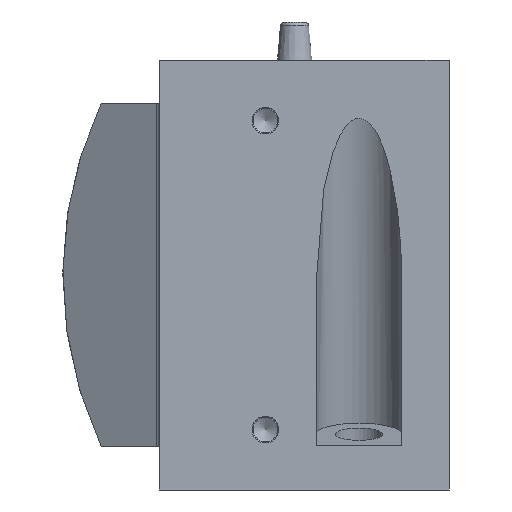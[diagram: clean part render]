
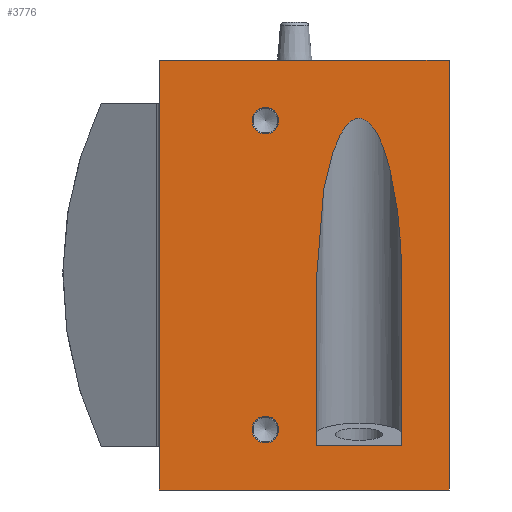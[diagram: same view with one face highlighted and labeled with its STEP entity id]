
A CAD part, left-side view. The second image highlights one B-rep face of the part: STEP entity #3776.
In plain terms, the highlighted planar face has unit normal (-1, 0, 0).
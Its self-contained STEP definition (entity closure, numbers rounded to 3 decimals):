
#172=ELLIPSE('',#4036,19.319,5.);
#183=LINE('',#5700,#483);
#184=LINE('',#5703,#484);
#185=LINE('',#5705,#485);
#186=LINE('',#5707,#486);
#187=LINE('',#5708,#487);
#188=LINE('',#5711,#488);
#189=LINE('',#5715,#489);
#483=VECTOR('',#4494,1000.);
#484=VECTOR('',#4495,1000.);
#485=VECTOR('',#4496,1000.);
#486=VECTOR('',#4497,1000.);
#487=VECTOR('',#4498,1000.);
#488=VECTOR('',#4499,1000.);
#489=VECTOR('',#4502,1000.);
#783=ORIENTED_EDGE('',*,*,#1851,.F.);
#784=ORIENTED_EDGE('',*,*,#1852,.F.);
#785=ORIENTED_EDGE('',*,*,#1853,.T.);
#786=ORIENTED_EDGE('',*,*,#1854,.F.);
#787=ORIENTED_EDGE('',*,*,#1855,.F.);
#788=ORIENTED_EDGE('',*,*,#1856,.T.);
#789=ORIENTED_EDGE('',*,*,#1857,.F.);
#790=ORIENTED_EDGE('',*,*,#1858,.T.);
#791=ORIENTED_EDGE('',*,*,#1859,.F.);
#792=ORIENTED_EDGE('',*,*,#1860,.F.);
#1851=EDGE_CURVE('',#2385,#2385,#2773,.F.);
#1852=EDGE_CURVE('',#2386,#2386,#2774,.F.);
#1853=EDGE_CURVE('',#2387,#2388,#183,.T.);
#1854=EDGE_CURVE('',#2389,#2388,#184,.T.);
#1855=EDGE_CURVE('',#2390,#2389,#185,.T.);
#1856=EDGE_CURVE('',#2390,#2387,#186,.T.);
#1857=EDGE_CURVE('',#2391,#2392,#187,.T.);
#1858=EDGE_CURVE('',#2391,#2393,#188,.T.);
#1859=EDGE_CURVE('',#2394,#2393,#172,.F.);
#1860=EDGE_CURVE('',#2392,#2394,#189,.T.);
#2385=VERTEX_POINT('',#5697);
#2386=VERTEX_POINT('',#5699);
#2387=VERTEX_POINT('',#5701);
#2388=VERTEX_POINT('',#5702);
#2389=VERTEX_POINT('',#5704);
#2390=VERTEX_POINT('',#5706);
#2391=VERTEX_POINT('',#5709);
#2392=VERTEX_POINT('',#5710);
#2393=VERTEX_POINT('',#5712);
#2394=VERTEX_POINT('',#5714);
#2773=CIRCLE('',#4034,1.55);
#2774=CIRCLE('',#4035,1.55);
#2971=EDGE_LOOP('',(#783));
#2972=EDGE_LOOP('',(#784));
#2973=EDGE_LOOP('',(#785,#786,#787,#788));
#2974=EDGE_LOOP('',(#789,#790,#791,#792));
#3311=FACE_BOUND('',#2971,.T.);
#3312=FACE_BOUND('',#2972,.T.);
#3313=FACE_BOUND('',#2973,.T.);
#3314=FACE_BOUND('',#2974,.T.);
#3655=PLANE('',#4033);
#3776=ADVANCED_FACE('',(#3311,#3312,#3313,#3314),#3655,.F.);
#4033=AXIS2_PLACEMENT_3D('',#5695,#4488,#4489);
#4034=AXIS2_PLACEMENT_3D('',#5696,#4490,#4491);
#4035=AXIS2_PLACEMENT_3D('',#5698,#4492,#4493);
#4036=AXIS2_PLACEMENT_3D('',#5713,#4500,#4501);
#4488=DIRECTION('',(1.,0.,0.));
#4489=DIRECTION('',(0.,0.,-1.));
#4490=DIRECTION('',(1.,0.,0.));
#4491=DIRECTION('',(0.,0.,-1.));
#4492=DIRECTION('',(1.,0.,0.));
#4493=DIRECTION('',(0.,0.,-1.));
#4494=DIRECTION('',(0.,-1.,0.));
#4495=DIRECTION('',(0.,0.,-1.));
#4496=DIRECTION('',(0.,-1.,0.));
#4497=DIRECTION('',(0.,0.,-1.));
#4498=DIRECTION('',(0.,-1.,0.));
#4499=DIRECTION('',(0.,0.,1.));
#4500=DIRECTION('',(1.,0.,0.));
#4501=DIRECTION('',(0.,0.,-1.));
#4502=DIRECTION('',(0.,0.,1.));
#5695=CARTESIAN_POINT('',(-53.8,33.8,25.05));
#5696=CARTESIAN_POINT('',(-53.8,21.4,18.));
#5697=CARTESIAN_POINT('',(-53.8,21.4,16.45));
#5698=CARTESIAN_POINT('',(-53.8,21.4,-18.));
#5699=CARTESIAN_POINT('',(-53.8,21.4,-19.55));
#5700=CARTESIAN_POINT('',(-53.8,33.8,-25.05));
#5701=CARTESIAN_POINT('',(-53.8,33.8,-25.05));
#5702=CARTESIAN_POINT('',(-53.8,0.,-25.05));
#5703=CARTESIAN_POINT('',(-53.8,0.,25.05));
#5704=CARTESIAN_POINT('',(-53.8,0.,25.05));
#5705=CARTESIAN_POINT('',(-53.8,33.8,25.05));
#5706=CARTESIAN_POINT('',(-53.8,33.8,25.05));
#5707=CARTESIAN_POINT('',(-53.8,33.8,25.05));
#5708=CARTESIAN_POINT('',(-53.8,33.8,-19.809));
#5709=CARTESIAN_POINT('',(-53.8,15.5,-19.809));
#5710=CARTESIAN_POINT('',(-53.8,5.5,-19.809));
#5711=CARTESIAN_POINT('',(-53.8,15.5,25.05));
#5712=CARTESIAN_POINT('',(-53.8,15.5,-1.034));
#5713=CARTESIAN_POINT('',(-53.8,10.5,-1.034));
#5714=CARTESIAN_POINT('',(-53.8,5.5,-1.034));
#5715=CARTESIAN_POINT('',(-53.8,5.5,25.05));
